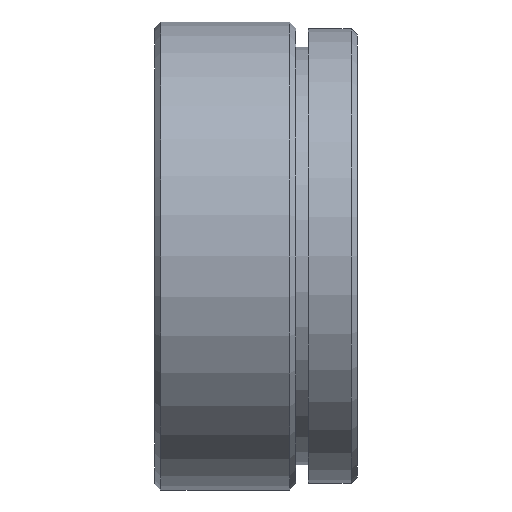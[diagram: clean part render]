
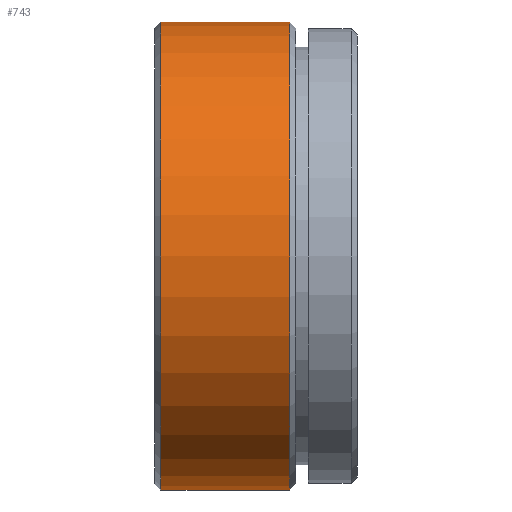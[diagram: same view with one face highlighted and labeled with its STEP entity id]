
A CAD part, left-side view. The second image highlights one B-rep face of the part: STEP entity #743.
In plain terms, the highlighted cylindrical face has radius 19.05 mm (diameter 38.1 mm), a partial arc.
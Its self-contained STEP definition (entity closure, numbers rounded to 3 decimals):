
#11 = CARTESIAN_POINT ( 'NONE',  ( 0., 0., 0. ) ) ;
#24 = ORIENTED_EDGE ( 'NONE', *, *, #245, .F. ) ;
#44 = CARTESIAN_POINT ( 'NONE',  ( 0., 16., 0. ) ) ;
#55 = DIRECTION ( 'NONE',  ( 0., 0., -1. ) ) ;
#59 = EDGE_LOOP ( 'NONE', ( #24, #958, #829, #299 ) ) ;
#81 = CARTESIAN_POINT ( 'NONE',  ( 0., 5.5, 0. ) ) ;
#153 = DIRECTION ( 'NONE',  ( 0., -1., 0. ) ) ;
#197 = DIRECTION ( 'NONE',  ( 0., 0., -1. ) ) ;
#213 = DIRECTION ( 'NONE',  ( 0., -1., 0. ) ) ;
#233 = CARTESIAN_POINT ( 'NONE',  ( 0., 16., -19.05 ) ) ;
#236 = DIRECTION ( 'NONE',  ( 0., 0., -1. ) ) ;
#244 = CARTESIAN_POINT ( 'NONE',  ( 0., 16., 19.05 ) ) ;
#245 = EDGE_CURVE ( 'NONE', #919, #549, #775, .T. ) ;
#289 = LINE ( 'NONE', #579, #600 ) ;
#299 = ORIENTED_EDGE ( 'NONE', *, *, #565, .F. ) ;
#313 = AXIS2_PLACEMENT_3D ( 'NONE', #11, #362, #197 ) ;
#361 = CARTESIAN_POINT ( 'NONE',  ( 0., 0., 19.05 ) ) ;
#362 = DIRECTION ( 'NONE',  ( 0., -1., 0. ) ) ;
#442 = CARTESIAN_POINT ( 'NONE',  ( 0., 5.5, -19.05 ) ) ;
#472 = VERTEX_POINT ( 'NONE', #233 ) ;
#482 = AXIS2_PLACEMENT_3D ( 'NONE', #44, #213, #55 ) ;
#510 = EDGE_CURVE ( 'NONE', #472, #564, #289, .T. ) ;
#549 = VERTEX_POINT ( 'NONE', #1018 ) ;
#564 = VERTEX_POINT ( 'NONE', #442 ) ;
#565 = EDGE_CURVE ( 'NONE', #549, #564, #858, .T. ) ;
#579 = CARTESIAN_POINT ( 'NONE',  ( 0., 0., -19.05 ) ) ;
#600 = VECTOR ( 'NONE', #153, 1000. ) ;
#610 = VECTOR ( 'NONE', #624, 1000. ) ;
#624 = DIRECTION ( 'NONE',  ( 0., -1., 0. ) ) ;
#627 = EDGE_CURVE ( 'NONE', #919, #472, #1033, .T. ) ;
#668 = CYLINDRICAL_SURFACE ( 'NONE', #313, 19.05 ) ;
#729 = AXIS2_PLACEMENT_3D ( 'NONE', #81, #845, #236 ) ;
#743 = ADVANCED_FACE ( 'NONE', ( #876 ), #668, .T. ) ;
#775 = LINE ( 'NONE', #361, #610 ) ;
#829 = ORIENTED_EDGE ( 'NONE', *, *, #510, .T. ) ;
#845 = DIRECTION ( 'NONE',  ( 0., -1., 0. ) ) ;
#858 = CIRCLE ( 'NONE', #729, 19.05 ) ;
#876 = FACE_OUTER_BOUND ( 'NONE', #59, .T. ) ;
#919 = VERTEX_POINT ( 'NONE', #244 ) ;
#958 = ORIENTED_EDGE ( 'NONE', *, *, #627, .T. ) ;
#1018 = CARTESIAN_POINT ( 'NONE',  ( 0., 5.5, 19.05 ) ) ;
#1033 = CIRCLE ( 'NONE', #482, 19.05 ) ;
